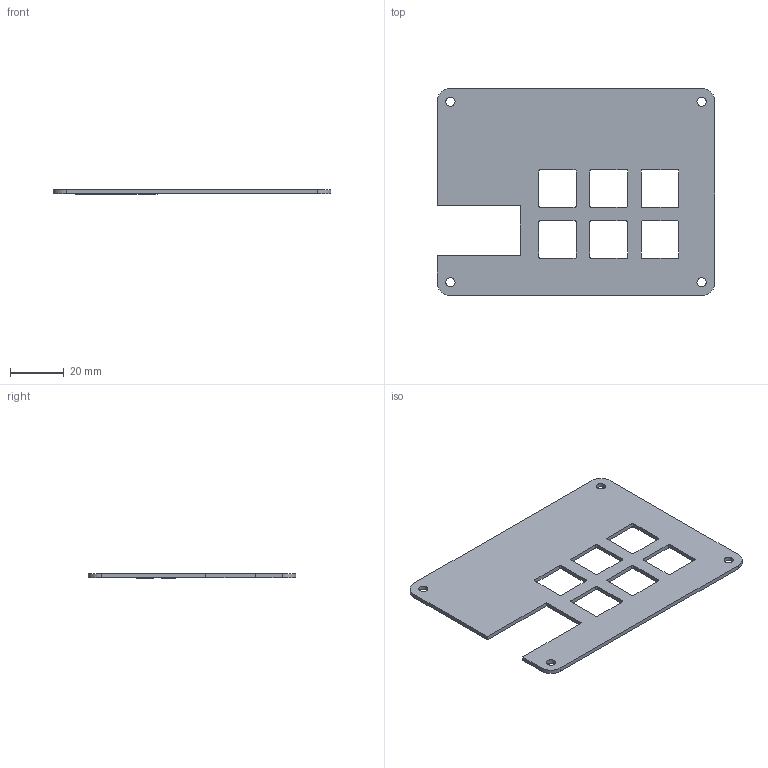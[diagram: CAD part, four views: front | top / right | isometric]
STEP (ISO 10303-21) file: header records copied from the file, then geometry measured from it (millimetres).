
FILE_DESCRIPTION(/* description */ (''),/* implementation_level */ '2;1');
FILE_NAME(/* name */ 'Macropad Lid.step',/* time_stamp */ '2026-01-02T06:31:14-05:00',/* author */ (''),/* organization */ (''),/* preprocessor_version */ 'ST-DEVELOPER v20.1',/* originating_system */ 'Autodesk Translation Framework v14.21.0.0',/* authorisation */ '');
FILE_SCHEMA (('AUTOMOTIVE_DESIGN { 1 0 10303 214 3 1 1 }'));
Length unit declared in the file: millimetre
Products named in the file (1): 2026-01-02-05-56-06-601
Bounding box: 103.4 x 77.2 x 1.7 mm (x, y, z)
Volume: 9283.1 mm3; surface area: 13600.8 mm2
Topology: 1 solids, 1 shells, 431 faces, 1221 edges, 814 vertices
Faces by surface type: bspline 254, plane 145, cylinder 32
Full cylindrical faces by diameter (mm): 3.4 x4
Entity records: 16352 total; most frequent: CARTESIAN_POINT 6785, ORIENTED_EDGE 2442, EDGE_CURVE 1221, DIRECTION 1133, VERTEX_POINT 814, LINE 649, VECTOR 649, B_SPLINE_CURVE_WITH_KNOTS 508
